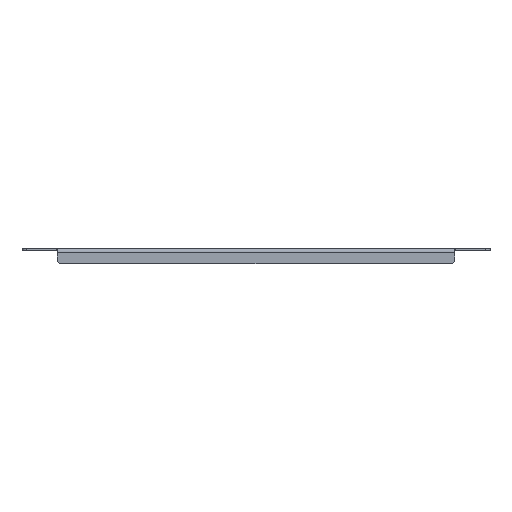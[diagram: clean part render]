
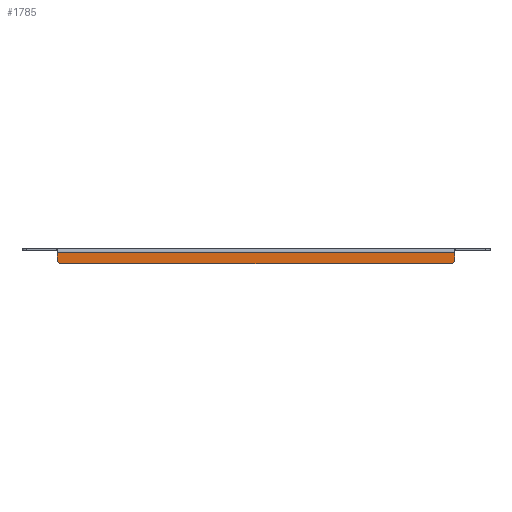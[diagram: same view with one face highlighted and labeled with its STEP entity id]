
A CAD part, left-side view. The second image highlights one B-rep face of the part: STEP entity #1785.
In plain terms, the highlighted planar face has unit normal (-1, 0, 0).
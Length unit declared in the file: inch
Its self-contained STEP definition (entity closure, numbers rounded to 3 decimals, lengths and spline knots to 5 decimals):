
#51 = CARTESIAN_POINT ( 'NONE',  ( -6.46875, -11.46875, -0.625 ) ) ;
#61 = CARTESIAN_POINT ( 'NONE',  ( -6.46875, -11.21875, -0.875 ) ) ;
#82 = LINE ( 'NONE', #394, #1521 ) ;
#101 = DIRECTION ( 'NONE',  ( 0., 0., 1. ) ) ;
#240 = CARTESIAN_POINT ( 'NONE',  ( -6.46875, -11.46875, -0.237 ) ) ;
#270 = LINE ( 'NONE', #240, #350 ) ;
#277 = EDGE_LOOP ( 'NONE', ( #510, #1661, #1026, #1485, #609, #880 ) ) ;
#339 = LINE ( 'NONE', #1419, #1262 ) ;
#350 = VECTOR ( 'NONE', #835, 39.37008 ) ;
#364 = CARTESIAN_POINT ( 'NONE',  ( -6.46875, 13.34375, 0. ) ) ;
#394 = CARTESIAN_POINT ( 'NONE',  ( -6.46875, -11.46875, 0. ) ) ;
#395 = DIRECTION ( 'NONE',  ( 0., -1., 0. ) ) ;
#455 = CARTESIAN_POINT ( 'NONE',  ( -6.46875, 11.21875, -0.625 ) ) ;
#476 = DIRECTION ( 'NONE',  ( 0., 0., 1. ) ) ;
#510 = ORIENTED_EDGE ( 'NONE', *, *, #817, .T. ) ;
#600 = CIRCLE ( 'NONE', #727, 0.25 ) ;
#609 = ORIENTED_EDGE ( 'NONE', *, *, #986, .T. ) ;
#641 = CIRCLE ( 'NONE', #1947, 0.25 ) ;
#707 = AXIS2_PLACEMENT_3D ( 'NONE', #364, #782, #1397 ) ;
#711 = VERTEX_POINT ( 'NONE', #1554 ) ;
#727 = AXIS2_PLACEMENT_3D ( 'NONE', #1850, #786, #476 ) ;
#741 = CARTESIAN_POINT ( 'NONE',  ( -6.46875, 11.46875, -0.237 ) ) ;
#747 = VERTEX_POINT ( 'NONE', #61 ) ;
#769 = EDGE_CURVE ( 'NONE', #747, #797, #600, .T. ) ;
#782 = DIRECTION ( 'NONE',  ( -1., 0., 0. ) ) ;
#786 = DIRECTION ( 'NONE',  ( -1., 0., 0. ) ) ;
#797 = VERTEX_POINT ( 'NONE', #51 ) ;
#817 = EDGE_CURVE ( 'NONE', #995, #1424, #339, .T. ) ;
#835 = DIRECTION ( 'NONE',  ( 0., -1., 0. ) ) ;
#880 = ORIENTED_EDGE ( 'NONE', *, *, #961, .F. ) ;
#961 = EDGE_CURVE ( 'NONE', #995, #1545, #270, .T. ) ;
#986 = EDGE_CURVE ( 'NONE', #797, #1545, #82, .T. ) ;
#995 = VERTEX_POINT ( 'NONE', #741 ) ;
#1026 = ORIENTED_EDGE ( 'NONE', *, *, #1580, .T. ) ;
#1054 = DIRECTION ( 'NONE',  ( -1., 0., 0. ) ) ;
#1077 = VECTOR ( 'NONE', #395, 39.37008 ) ;
#1260 = FACE_OUTER_BOUND ( 'NONE', #277, .T. ) ;
#1262 = VECTOR ( 'NONE', #1567, 39.37008 ) ;
#1294 = CARTESIAN_POINT ( 'NONE',  ( -6.46875, -11.46875, -0.237 ) ) ;
#1397 = DIRECTION ( 'NONE',  ( 0., 0., 1. ) ) ;
#1419 = CARTESIAN_POINT ( 'NONE',  ( -6.46875, 11.46875, 0. ) ) ;
#1422 = EDGE_CURVE ( 'NONE', #1424, #711, #641, .T. ) ;
#1424 = VERTEX_POINT ( 'NONE', #1822 ) ;
#1434 = LINE ( 'NONE', #1758, #1077 ) ;
#1485 = ORIENTED_EDGE ( 'NONE', *, *, #769, .T. ) ;
#1521 = VECTOR ( 'NONE', #101, 39.37008 ) ;
#1545 = VERTEX_POINT ( 'NONE', #1294 ) ;
#1554 = CARTESIAN_POINT ( 'NONE',  ( -6.46875, 11.21875, -0.875 ) ) ;
#1567 = DIRECTION ( 'NONE',  ( 0., 0., -1. ) ) ;
#1580 = EDGE_CURVE ( 'NONE', #711, #747, #1434, .T. ) ;
#1661 = ORIENTED_EDGE ( 'NONE', *, *, #1422, .T. ) ;
#1670 = DIRECTION ( 'NONE',  ( 0., 0., 1. ) ) ;
#1758 = CARTESIAN_POINT ( 'NONE',  ( -6.46875, 13.34375, -0.875 ) ) ;
#1785 = ADVANCED_FACE ( 'NONE', ( #1260 ), #1868, .T. ) ;
#1822 = CARTESIAN_POINT ( 'NONE',  ( -6.46875, 11.46875, -0.625 ) ) ;
#1850 = CARTESIAN_POINT ( 'NONE',  ( -6.46875, -11.21875, -0.625 ) ) ;
#1868 = PLANE ( 'NONE',  #707 ) ;
#1947 = AXIS2_PLACEMENT_3D ( 'NONE', #455, #1054, #1670 ) ;
